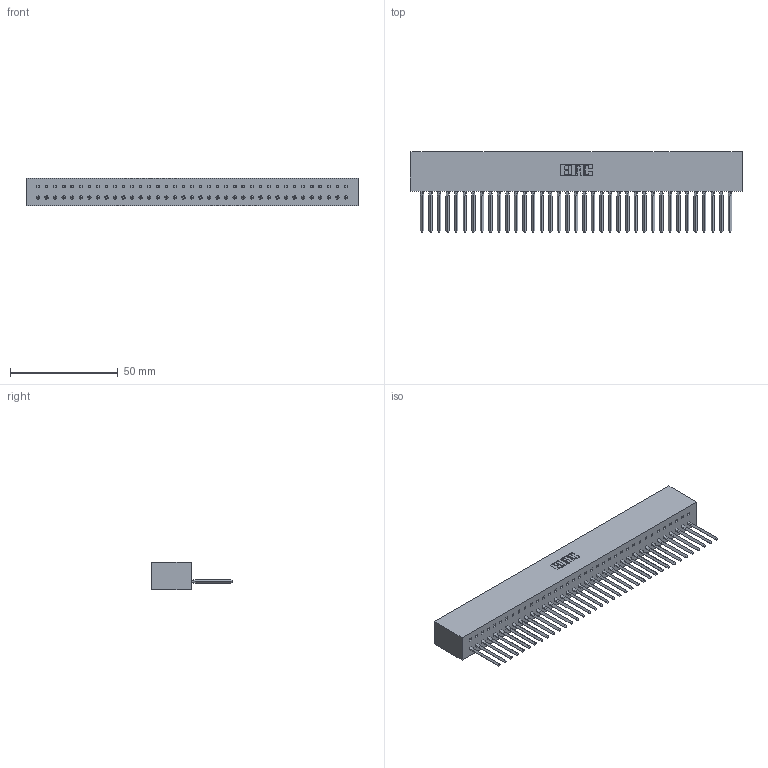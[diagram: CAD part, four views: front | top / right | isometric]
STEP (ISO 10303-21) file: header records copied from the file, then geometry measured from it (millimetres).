
FILE_DESCRIPTION (( 'STEP AP203' ), '1' );
FILE_NAME ('317-037-541-601.STEP', '2020-02-27T23:10:33', ( '' ), ( '' ), 'SwSTEP 2.0', 'SolidWorks 2016', '' );
FILE_SCHEMA (( 'CONFIG_CONTROL_DESIGN' ));
Length unit declared in the file: inch
Products named in the file (3): 317 Part_Lugless; 317-290-002_541; 317-037-541-601
Assembly tree (38 placements, depth 2):
  317-037-541-601
    317 Part_Lugless
    317-290-002_541  x37
Bounding box: 153.82 x 37.34 x 12.7 mm (x, y, z)
Volume: 26496.9 mm3; surface area: 37468.9 mm2
Topology: 38 solids, 38 shells, 5714 faces, 16297 edges, 10592 vertices
Faces by surface type: plane 4638, cylinder 928, bspline 148
Entity records: 54136 total; most frequent: CARTESIAN_POINT 10264, ORIENTED_EDGE 9554, DIRECTION 7835, EDGE_CURVE 4777, LINE 4421, VECTOR 4421, VERTEX_POINT 3176, AXIS2_PLACEMENT_3D 1707
